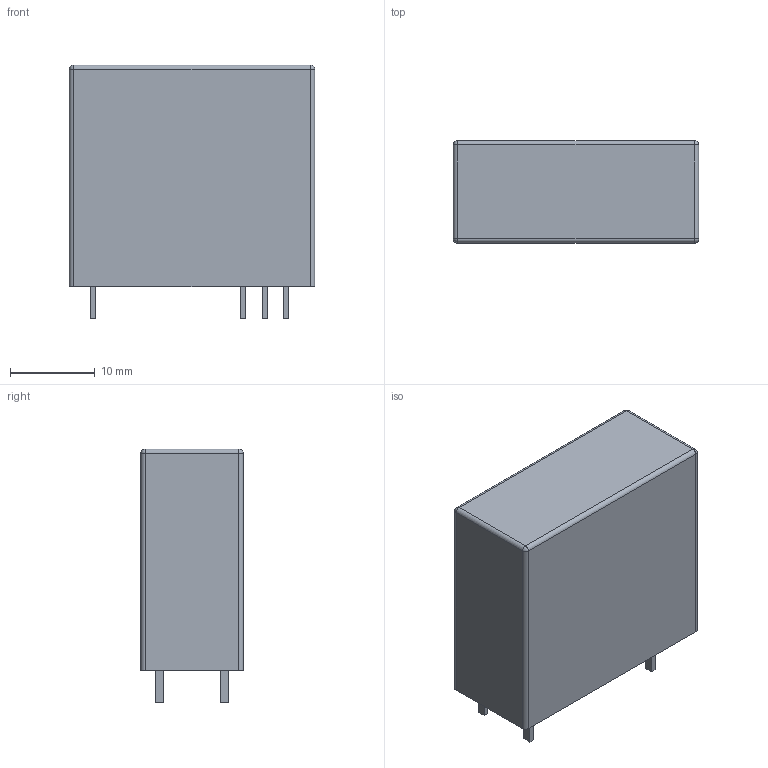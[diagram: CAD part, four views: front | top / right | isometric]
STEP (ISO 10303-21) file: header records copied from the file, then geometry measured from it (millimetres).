
FILE_DESCRIPTION((''),'2;1');
FILE_NAME('REL_NTE_R24-5D10-24.stp','2010-09-30T15:25:06',(''),(''),'Mechanical Desktop 2010','Mechanical Desktop 2010',', , ');
FILE_SCHEMA(('AUTOMOTIVE_DESIGN { 1 2 10303 214 1 1 1 1 }'));
Length unit declared in the file: millimetre
Products named in the file (1): Product
Bounding box: 29 x 12.1 x 30 mm (x, y, z)
Volume: 9195 mm3; surface area: 2881.8 mm2
Topology: 6 solids, 6 shells, 48 faces, 100 edges, 60 vertices
Faces by surface type: plane 30, cylinder 8, bspline 6, sphere 4
Entity records: 1267 total; most frequent: CARTESIAN_POINT 223, DIRECTION 198, ORIENTED_EDGE 192, EDGE_CURVE 96, VECTOR 80, LINE 80, VERTEX_POINT 60, AXIS2_PLACEMENT_3D 59
